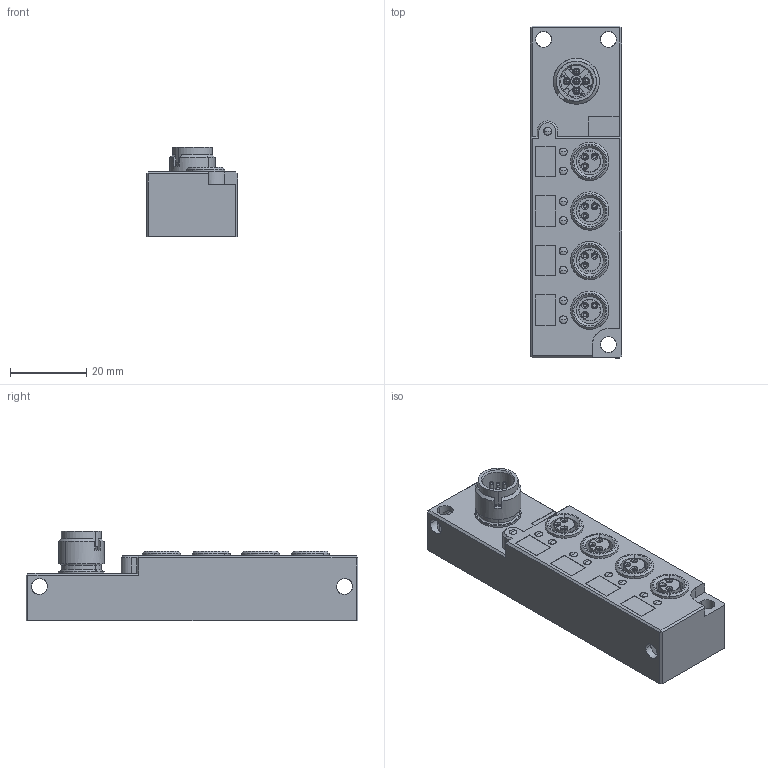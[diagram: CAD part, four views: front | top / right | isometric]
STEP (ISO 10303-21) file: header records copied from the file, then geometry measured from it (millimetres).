
FILE_DESCRIPTION(('CATIA V5 STEP Exchange','CAx-IF Rec.Pracs.--- Model Styling and Organization---1.4--- 2014-01-23'),'2;1');
FILE_NAME ('264333-2_0', '2023-03-20T06:52:30+00:00', ('none'), ('Weidmueller'), 'CATIA Version 5-6 Release 2016 SP3 HF44', 'CATIA V5 STEP AP214', 'none');
FILE_SCHEMA(('AUTOMOTIVE_DESIGN { 1 0 10303 214 1 1 1 1 }'));
Length unit declared in the file: millimetre
Products named in the file (1): 2512390000
Bounding box: 24 x 87 x 23.5 mm (x, y, z)
Volume: 31134.6 mm3; surface area: 13646.3 mm2
Topology: 31 solids, 38 shells, 1218 faces, 3275 edges, 2160 vertices
Faces by surface type: plane 461, cylinder 395, cone 196, bspline 67, torus 61, sphere 38
Entity records: 42847 total; most frequent: CARTESIAN_POINT 15384, ORIENTED_EDGE 6510, DIRECTION 4091, EDGE_CURVE 3255, VERTEX_POINT 2160, AXIS2_PLACEMENT_3D 1894, EDGE_LOOP 1335, B_SPLINE_CURVE_WITH_KNOTS 1274
